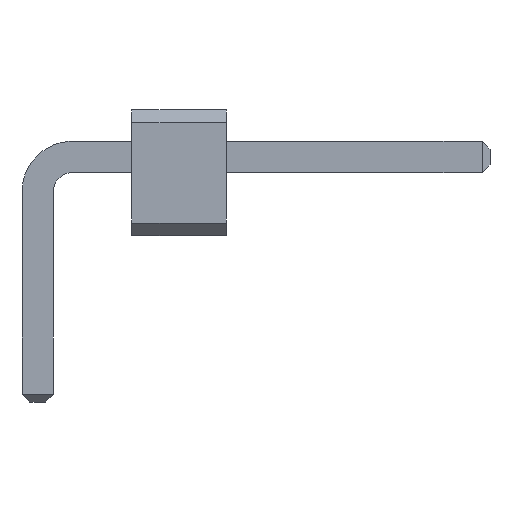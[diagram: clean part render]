
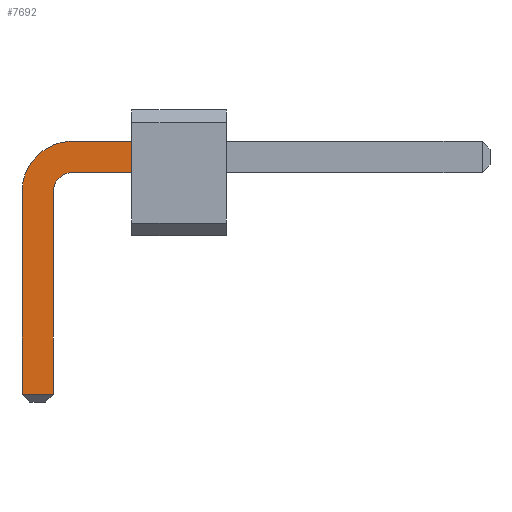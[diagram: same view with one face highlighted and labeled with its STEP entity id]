
A CAD part, front view. The second image highlights one B-rep face of the part: STEP entity #7692.
In plain terms, the highlighted planar face has unit normal (0, -1, 0).
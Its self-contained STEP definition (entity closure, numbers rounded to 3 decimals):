
#2514 = VERTEX_POINT('',#2515);
#2515 = CARTESIAN_POINT('',(1.5,-28.25,0.75));
#2530 = VERTEX_POINT('',#2531);
#2531 = CARTESIAN_POINT('',(1.5,-28.25,1.25));
#2537 = EDGE_CURVE('',#2530,#2514,#2538,.T.);
#2538 = LINE('',#2539,#2540);
#2539 = CARTESIAN_POINT('',(1.5,-28.25,0.499));
#2540 = VECTOR('',#2541,1.);
#2541 = DIRECTION('',(0.,0.,-1.));
#7674 = EDGE_CURVE('',#2514,#7675,#7677,.T.);
#7675 = VERTEX_POINT('',#7676);
#7676 = CARTESIAN_POINT('',(0.5,-28.25,0.75));
#7677 = LINE('',#7678,#7679);
#7678 = CARTESIAN_POINT('',(7.2,-28.25,0.75));
#7679 = VECTOR('',#7680,1.);
#7680 = DIRECTION('',(-1.,0.,0.));
#7692 = ADVANCED_FACE('',(#7693),#7745,.F.);
#7693 = FACE_BOUND('',#7694,.F.);
#7694 = EDGE_LOOP('',(#7695,#7696,#7697,#7706,#7714,#7722,#7730,#7739));
#7695 = ORIENTED_EDGE('',*,*,#2537,.T.);
#7696 = ORIENTED_EDGE('',*,*,#7674,.T.);
#7697 = ORIENTED_EDGE('',*,*,#7698,.T.);
#7698 = EDGE_CURVE('',#7675,#7699,#7701,.T.);
#7699 = VERTEX_POINT('',#7700);
#7700 = CARTESIAN_POINT('',(0.25,-28.25,0.5));
#7701 = CIRCLE('',#7702,0.324);
#7702 = AXIS2_PLACEMENT_3D('',#7703,#7704,#7705);
#7703 = CARTESIAN_POINT('',(0.567,-28.25,0.433));
#7704 = DIRECTION('',(0.,-1.,0.));
#7705 = DIRECTION('',(-0.207,0.,0.978)
);
#7706 = ORIENTED_EDGE('',*,*,#7707,.T.);
#7707 = EDGE_CURVE('',#7699,#7708,#7710,.T.);
#7708 = VERTEX_POINT('',#7709);
#7709 = CARTESIAN_POINT('',(0.25,-28.25,-2.775));
#7710 = LINE('',#7711,#7712);
#7711 = CARTESIAN_POINT('',(0.25,-28.25,0.5));
#7712 = VECTOR('',#7713,1.);
#7713 = DIRECTION('',(0.,0.,-1.));
#7714 = ORIENTED_EDGE('',*,*,#7715,.T.);
#7715 = EDGE_CURVE('',#7708,#7716,#7718,.T.);
#7716 = VERTEX_POINT('',#7717);
#7717 = CARTESIAN_POINT('',(-0.25,-28.25,-2.775));
#7718 = LINE('',#7719,#7720);
#7719 = CARTESIAN_POINT('',(0.25,-28.25,-2.775));
#7720 = VECTOR('',#7721,1.);
#7721 = DIRECTION('',(-1.,0.,0.));
#7722 = ORIENTED_EDGE('',*,*,#7723,.T.);
#7723 = EDGE_CURVE('',#7716,#7724,#7726,.T.);
#7724 = VERTEX_POINT('',#7725);
#7725 = CARTESIAN_POINT('',(-0.25,-28.25,0.5));
#7726 = LINE('',#7727,#7728);
#7727 = CARTESIAN_POINT('',(-0.25,-28.25,-2.9));
#7728 = VECTOR('',#7729,1.);
#7729 = DIRECTION('',(0.,0.,1.));
#7730 = ORIENTED_EDGE('',*,*,#7731,.T.);
#7731 = EDGE_CURVE('',#7724,#7732,#7734,.T.);
#7732 = VERTEX_POINT('',#7733);
#7733 = CARTESIAN_POINT('',(0.5,-28.25,1.25));
#7734 = CIRCLE('',#7735,0.808);
#7735 = AXIS2_PLACEMENT_3D('',#7736,#7737,#7738);
#7736 = CARTESIAN_POINT('',(0.556,-28.25,0.444));
#7737 = DIRECTION('',(0.,1.,0.));
#7738 = DIRECTION('',(-0.998,0.,
0.069));
#7739 = ORIENTED_EDGE('',*,*,#7740,.T.);
#7740 = EDGE_CURVE('',#7732,#2530,#7741,.T.);
#7741 = LINE('',#7742,#7743);
#7742 = CARTESIAN_POINT('',(0.5,-28.25,1.25));
#7743 = VECTOR('',#7744,1.);
#7744 = DIRECTION('',(1.,0.,0.));
#7745 = PLANE('',#7746);
#7746 = AXIS2_PLACEMENT_3D('',#7747,#7748,#7749);
#7747 = CARTESIAN_POINT('',(2.437,-28.25,0.248));
#7748 = DIRECTION('',(0.,1.,-0.));
#7749 = DIRECTION('',(0.,0.,-1.));
